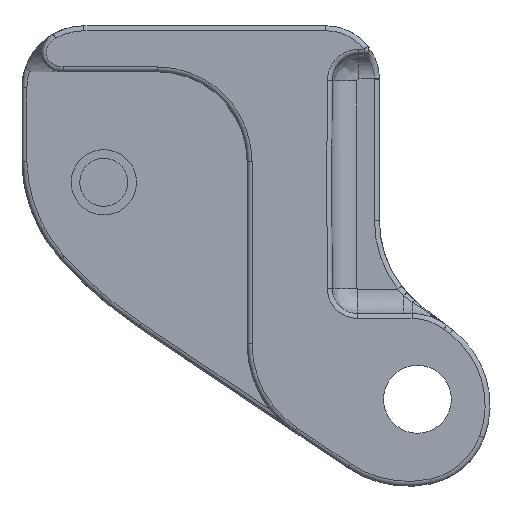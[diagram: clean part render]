
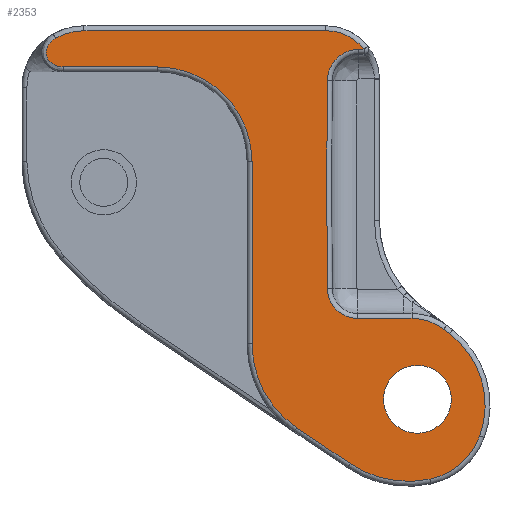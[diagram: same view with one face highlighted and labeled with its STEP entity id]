
A CAD part, front view. The second image highlights one B-rep face of the part: STEP entity #2353.
In plain terms, the highlighted planar face has unit normal (0, -1, 0).
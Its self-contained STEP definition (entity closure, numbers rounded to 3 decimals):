
#23=FACE_BOUND('',#595,.T.);
#35=PLANE('',#2576);
#105=LINE('',#3701,#223);
#107=LINE('',#3779,#225);
#109=LINE('',#3791,#227);
#111=LINE('',#3803,#229);
#113=LINE('',#3827,#231);
#115=LINE('',#3839,#233);
#118=LINE('',#3860,#236);
#223=VECTOR('',#2819,10.);
#225=VECTOR('',#2835,10.);
#227=VECTOR('',#2849,10.);
#229=VECTOR('',#2863,10.);
#231=VECTOR('',#2893,10.);
#233=VECTOR('',#2907,10.);
#236=VECTOR('',#2932,10.);
#441=FACE_OUTER_BOUND('',#594,.T.);
#594=EDGE_LOOP('',(#1729,#1730,#1731,#1732,#1733,#1734,#1735,#1736,#1737,
#1738,#1739,#1740,#1741,#1742,#1743,#1744,#1745,#1746,#1747));
#595=EDGE_LOOP('',(#1748));
#726=B_SPLINE_CURVE_WITH_KNOTS('',3,(#3766,#3767,#3768,#3769,#3770,#3771,
#3772,#3773,#3774),.UNSPECIFIED.,.F.,.F.,(4,1,1,1,1,1,4),(0.,0.047,
0.075,0.112,0.149,0.224,
0.261),.UNSPECIFIED.);
#812=CIRCLE('',#2499,2.989);
#817=CIRCLE('',#2506,3.497);
#822=CIRCLE('',#2513,5.8);
#826=CIRCLE('',#2519,6.2);
#830=CIRCLE('',#2525,6.379);
#833=CIRCLE('',#2529,4.162);
#836=CIRCLE('',#2533,5.498);
#840=CIRCLE('',#2539,3.2);
#844=CIRCLE('',#2545,1.845);
#847=CIRCLE('',#2549,792.112);
#851=CIRCLE('',#2555,1.938);
#860=CIRCLE('',#2577,2.077);
#976=VERTEX_POINT('',#3690);
#977=VERTEX_POINT('',#3692);
#980=VERTEX_POINT('',#3699);
#982=VERTEX_POINT('',#3705);
#984=VERTEX_POINT('',#3764);
#986=VERTEX_POINT('',#3777);
#988=VERTEX_POINT('',#3783);
#990=VERTEX_POINT('',#3789);
#992=VERTEX_POINT('',#3795);
#994=VERTEX_POINT('',#3801);
#996=VERTEX_POINT('',#3807);
#998=VERTEX_POINT('',#3813);
#1000=VERTEX_POINT('',#3819);
#1002=VERTEX_POINT('',#3825);
#1004=VERTEX_POINT('',#3831);
#1006=VERTEX_POINT('',#3837);
#1008=VERTEX_POINT('',#3843);
#1010=VERTEX_POINT('',#3849);
#1011=VERTEX_POINT('',#3854);
#1038=VERTEX_POINT('',#4159);
#1210=EDGE_CURVE('',#976,#977,#812,.T.);
#1214=EDGE_CURVE('',#980,#976,#105,.T.);
#1217=EDGE_CURVE('',#982,#980,#817,.T.);
#1221=EDGE_CURVE('',#984,#982,#726,.T.);
#1223=EDGE_CURVE('',#986,#984,#107,.T.);
#1226=EDGE_CURVE('',#988,#986,#822,.T.);
#1229=EDGE_CURVE('',#990,#988,#109,.T.);
#1232=EDGE_CURVE('',#992,#990,#826,.T.);
#1235=EDGE_CURVE('',#994,#992,#111,.T.);
#1238=EDGE_CURVE('',#996,#994,#830,.T.);
#1241=EDGE_CURVE('',#998,#996,#833,.T.);
#1244=EDGE_CURVE('',#1000,#998,#836,.T.);
#1247=EDGE_CURVE('',#1002,#1000,#113,.T.);
#1250=EDGE_CURVE('',#1004,#1002,#840,.T.);
#1253=EDGE_CURVE('',#1006,#1004,#115,.T.);
#1256=EDGE_CURVE('',#1008,#1006,#844,.T.);
#1259=EDGE_CURVE('',#1010,#1008,#847,.T.);
#1264=EDGE_CURVE('',#977,#1011,#118,.T.);
#1265=EDGE_CURVE('',#1011,#1010,#851,.T.);
#1302=EDGE_CURVE('',#1038,#1038,#860,.F.);
#1729=ORIENTED_EDGE('',*,*,#1210,.F.);
#1730=ORIENTED_EDGE('',*,*,#1214,.F.);
#1731=ORIENTED_EDGE('',*,*,#1217,.F.);
#1732=ORIENTED_EDGE('',*,*,#1221,.F.);
#1733=ORIENTED_EDGE('',*,*,#1223,.F.);
#1734=ORIENTED_EDGE('',*,*,#1226,.F.);
#1735=ORIENTED_EDGE('',*,*,#1229,.F.);
#1736=ORIENTED_EDGE('',*,*,#1232,.F.);
#1737=ORIENTED_EDGE('',*,*,#1235,.F.);
#1738=ORIENTED_EDGE('',*,*,#1238,.F.);
#1739=ORIENTED_EDGE('',*,*,#1241,.F.);
#1740=ORIENTED_EDGE('',*,*,#1244,.F.);
#1741=ORIENTED_EDGE('',*,*,#1247,.F.);
#1742=ORIENTED_EDGE('',*,*,#1250,.F.);
#1743=ORIENTED_EDGE('',*,*,#1253,.F.);
#1744=ORIENTED_EDGE('',*,*,#1256,.F.);
#1745=ORIENTED_EDGE('',*,*,#1259,.F.);
#1746=ORIENTED_EDGE('',*,*,#1265,.F.);
#1747=ORIENTED_EDGE('',*,*,#1264,.F.);
#1748=ORIENTED_EDGE('',*,*,#1302,.T.);
#2353=ADVANCED_FACE('',(#441,#23),#35,.F.);
#2499=AXIS2_PLACEMENT_3D('',#3693,#2809,#2810);
#2506=AXIS2_PLACEMENT_3D('',#3707,#2825,#2826);
#2513=AXIS2_PLACEMENT_3D('',#3785,#2841,#2842);
#2519=AXIS2_PLACEMENT_3D('',#3797,#2855,#2856);
#2525=AXIS2_PLACEMENT_3D('',#3809,#2869,#2870);
#2529=AXIS2_PLACEMENT_3D('',#3815,#2877,#2878);
#2533=AXIS2_PLACEMENT_3D('',#3821,#2885,#2886);
#2539=AXIS2_PLACEMENT_3D('',#3833,#2899,#2900);
#2545=AXIS2_PLACEMENT_3D('',#3845,#2913,#2914);
#2549=AXIS2_PLACEMENT_3D('',#3851,#2921,#2922);
#2555=AXIS2_PLACEMENT_3D('',#3862,#2935,#2936);
#2576=AXIS2_PLACEMENT_3D('',#4158,#2992,#2993);
#2577=AXIS2_PLACEMENT_3D('',#4160,#2994,#2995);
#2809=DIRECTION('center_axis',(0.,1.,0.));
#2810=DIRECTION('ref_axis',(0.436,0.,0.9));
#2819=DIRECTION('',(1.,0.,0.));
#2825=DIRECTION('center_axis',(0.,1.,0.));
#2826=DIRECTION('ref_axis',(-0.208,0.,0.978));
#2835=DIRECTION('',(-1.,0.,0.));
#2841=DIRECTION('center_axis',(0.,-1.,0.));
#2842=DIRECTION('ref_axis',(0.707,0.,0.707));
#2849=DIRECTION('',(0.,0.,1.));
#2855=DIRECTION('center_axis',(0.,1.,0.));
#2856=DIRECTION('ref_axis',(-0.883,0.,-0.47));
#2863=DIRECTION('',(-0.829,0.,0.559));
#2869=DIRECTION('center_axis',(0.,1.,0.));
#2870=DIRECTION('ref_axis',(-0.19,0.,-0.982));
#2877=DIRECTION('center_axis',(0.,1.,0.));
#2878=DIRECTION('ref_axis',(0.656,0.,-0.755));
#2885=DIRECTION('center_axis',(0.,1.,0.));
#2886=DIRECTION('ref_axis',(0.959,0.,0.283));
#2893=DIRECTION('',(0.797,0.,-0.604));
#2899=DIRECTION('center_axis',(0.,1.,0.));
#2900=DIRECTION('ref_axis',(0.319,0.,0.948));
#2907=DIRECTION('',(1.,0.,0.));
#2913=DIRECTION('center_axis',(0.,-1.,0.));
#2914=DIRECTION('ref_axis',(-0.704,0.,-0.71));
#2921=DIRECTION('center_axis',(0.,-1.,0.));
#2922=DIRECTION('ref_axis',(-1.,0.,0.));
#2932=DIRECTION('',(-1.,0.,0.));
#2935=DIRECTION('center_axis',(0.,-1.,0.));
#2936=DIRECTION('ref_axis',(-0.704,0.,0.71));
#2992=DIRECTION('center_axis',(0.,1.,0.));
#2993=DIRECTION('ref_axis',(1.,0.,0.));
#2994=DIRECTION('center_axis',(0.,-1.,0.));
#2995=DIRECTION('ref_axis',(1.,0.,0.));
#3690=CARTESIAN_POINT('',(2.795,0.,13.7));
#3692=CARTESIAN_POINT('',(5.143,0.,12.561));
#3693=CARTESIAN_POINT('Origin',(2.795,0.,10.711));
#3699=CARTESIAN_POINT('',(-12.005,0.,13.7));
#3701=CARTESIAN_POINT('',(-6.738,0.,13.7));
#3705=CARTESIAN_POINT('',(-13.742,0.,13.238));
#3707=CARTESIAN_POINT('Origin',(-12.005,0.,10.203));
#3764=CARTESIAN_POINT('',(-13.276,0.,11.485));
#3766=CARTESIAN_POINT('Ctrl Pts',(-13.276,0.,11.485));
#3767=CARTESIAN_POINT('Ctrl Pts',(-13.432,0.,11.485));
#3768=CARTESIAN_POINT('Ctrl Pts',(-13.682,0.,11.524));
#3769=CARTESIAN_POINT('Ctrl Pts',(-14.015,0.,11.702));
#3770=CARTESIAN_POINT('Ctrl Pts',(-14.248,0.,11.963));
#3771=CARTESIAN_POINT('Ctrl Pts',(-14.377,0.,12.464));
#3772=CARTESIAN_POINT('Ctrl Pts',(-14.151,0.,12.951));
#3773=CARTESIAN_POINT('Ctrl Pts',(-13.85,0.,13.176));
#3774=CARTESIAN_POINT('Ctrl Pts',(-13.742,0.,13.238));
#3777=CARTESIAN_POINT('',(-7.516,0.,11.485));
#3779=CARTESIAN_POINT('',(-12.26,0.,11.485));
#3783=CARTESIAN_POINT('',(-1.716,0.,5.685));
#3785=CARTESIAN_POINT('Origin',(-7.516,0.,5.685));
#3789=CARTESIAN_POINT('',(-1.716,0.,-5.465));
#3791=CARTESIAN_POINT('',(-1.716,0.,5.543));
#3795=CARTESIAN_POINT('',(1.021,0.,-10.607));
#3797=CARTESIAN_POINT('Origin',(4.484,0.,-5.465));
#3801=CARTESIAN_POINT('',(4.293,0.,-12.811));
#3803=CARTESIAN_POINT('',(-0.634,0.,-9.493));
#3807=CARTESIAN_POINT('',(9.187,0.,-13.759));
#3809=CARTESIAN_POINT('Origin',(7.856,0.,-7.519));
#3813=CARTESIAN_POINT('',(12.229,0.,-11.113));
#3815=CARTESIAN_POINT('Origin',(8.319,0.,-9.688));
#3819=CARTESIAN_POINT('',(10.384,0.,-4.848));
#3821=CARTESIAN_POINT('Origin',(7.064,0.,-9.231));
#3825=CARTESIAN_POINT('',(10.015,0.,-4.569));
#3827=CARTESIAN_POINT('',(4.529,0.,-0.413));
#3831=CARTESIAN_POINT('',(8.082,0.,-3.919));
#3833=CARTESIAN_POINT('Origin',(8.082,0.,-7.119));
#3837=CARTESIAN_POINT('',(4.742,0.,-3.919));
#3839=CARTESIAN_POINT('',(6.6,0.,-3.919));
#3843=CARTESIAN_POINT('',(2.898,0.,-2.09));
#3845=CARTESIAN_POINT('Origin',(4.743,0.,-2.075));
#3849=CARTESIAN_POINT('',(2.896,0.,10.638));
#3851=CARTESIAN_POINT('Origin',(794.984,0.,4.415));
#3854=CARTESIAN_POINT('',(4.834,0.,12.561));
#3860=CARTESIAN_POINT('',(1.682,0.,12.561));
#3862=CARTESIAN_POINT('Origin',(4.834,0.,10.623));
#4158=CARTESIAN_POINT('Origin',(-1.47,0.,-0.099));
#4159=CARTESIAN_POINT('',(6.336,0.,-8.87));
#4160=CARTESIAN_POINT('Origin',(8.413,0.,-8.87));
